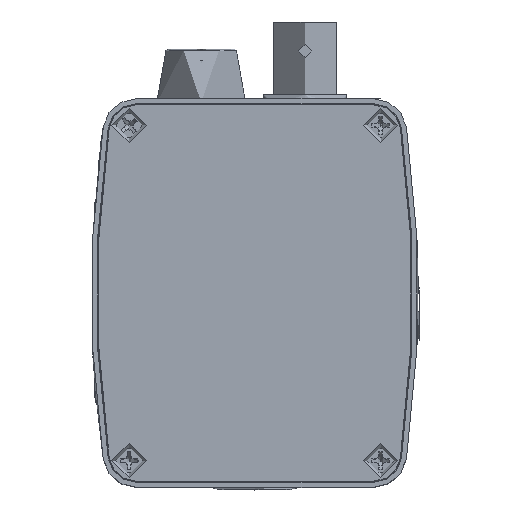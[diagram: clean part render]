
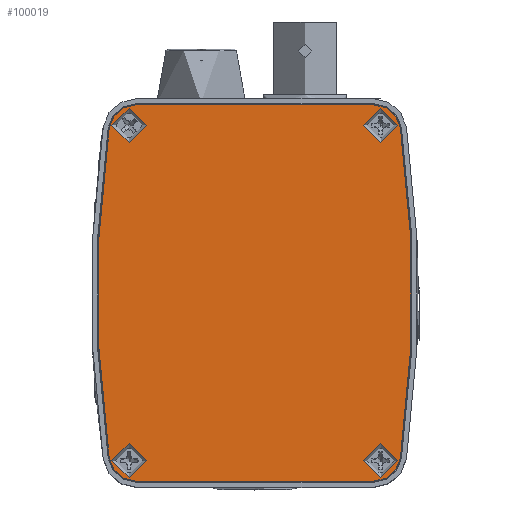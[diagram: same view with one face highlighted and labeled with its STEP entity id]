
A CAD part, top view. The second image highlights one B-rep face of the part: STEP entity #100019.
In plain terms, the highlighted planar face has unit normal (0, 0, 1).
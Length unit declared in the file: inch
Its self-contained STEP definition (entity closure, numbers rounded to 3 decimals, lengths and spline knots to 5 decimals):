
#1080 = VERTEX_POINT ( 'NONE', #160355 ) ;
#1537 = FACE_BOUND ( 'NONE', #12994, .T. ) ;
#2464 = DIRECTION ( 'NONE',  ( 1., 0., 0. ) ) ;
#4037 = EDGE_CURVE ( 'NONE', #83392, #83392, #79653, .T. ) ;
#5877 = CARTESIAN_POINT ( 'NONE',  ( 0.85339, 1.19, 0.009 ) ) ;
#6443 = EDGE_CURVE ( 'NONE', #60374, #123752, #44685, .T. ) ;
#11515 = DIRECTION ( 'NONE',  ( 1., 0., 0. ) ) ;
#12994 = EDGE_LOOP ( 'NONE', ( #153429 ) ) ;
#13763 = AXIS2_PLACEMENT_3D ( 'NONE', #153169, #77788, #2464 ) ;
#14640 = EDGE_CURVE ( 'NONE', #1080, #42500, #152605, .T. ) ;
#14887 = VERTEX_POINT ( 'NONE', #18366 ) ;
#15728 = DIRECTION ( 'NONE',  ( 0., 0., 1. ) ) ;
#18366 = CARTESIAN_POINT ( 'NONE',  ( 0.71, 1.3125, 0.009 ) ) ;
#18860 = DIRECTION ( 'NONE',  ( 0., 0., -1. ) ) ;
#23025 = EDGE_CURVE ( 'NONE', #26231, #26231, #103205, .T. ) ;
#23615 = CARTESIAN_POINT ( 'NONE',  ( -0.71, 1.1525, 0.009 ) ) ;
#25991 = ORIENTED_EDGE ( 'NONE', *, *, #138964, .T. ) ;
#26231 = VERTEX_POINT ( 'NONE', #120221 ) ;
#27073 = ORIENTED_EDGE ( 'NONE', *, *, #115055, .T. ) ;
#28972 = DIRECTION ( 'NONE',  ( 0., 0., 1. ) ) ;
#30985 = FACE_OUTER_BOUND ( 'NONE', #86448, .T. ) ;
#31593 = AXIS2_PLACEMENT_3D ( 'NONE', #62140, #150180, #74797 ) ;
#32838 = DIRECTION ( 'NONE',  ( 0., 0., 1. ) ) ;
#33284 = ORIENTED_EDGE ( 'NONE', *, *, #116873, .F. ) ;
#36227 = DIRECTION ( 'NONE',  ( 1., 0., 0. ) ) ;
#40121 = ORIENTED_EDGE ( 'NONE', *, *, #129755, .T. ) ;
#42500 = VERTEX_POINT ( 'NONE', #132488 ) ;
#43926 = DIRECTION ( 'NONE',  ( 0., 0., 1. ) ) ;
#44136 = CARTESIAN_POINT ( 'NONE',  ( -0.71, -0.9325, 0.009 ) ) ;
#44685 = LINE ( 'NONE', #44136, #141081 ) ;
#50698 = CARTESIAN_POINT ( 'NONE',  ( 0.86843, -0.79483, 0.009 ) ) ;
#50897 = CARTESIAN_POINT ( 'NONE',  ( -0.64661, -0.81, 0.009 ) ) ;
#58438 = CIRCLE ( 'NONE', #65044, 0.16 ) ;
#60374 = VERTEX_POINT ( 'NONE', #61393 ) ;
#60554 = AXIS2_PLACEMENT_3D ( 'NONE', #162178, #86800, #11515 ) ;
#61393 = CARTESIAN_POINT ( 'NONE',  ( -0.71, -0.9325, 0.009 ) ) ;
#62140 = CARTESIAN_POINT ( 'NONE',  ( 0.71, 1.1525, 0.009 ) ) ;
#63590 = AXIS2_PLACEMENT_3D ( 'NONE', #108205, #32838, #120824 ) ;
#64473 = FACE_BOUND ( 'NONE', #158499, .T. ) ;
#64697 = CARTESIAN_POINT ( 'NONE',  ( 0.71, -0.9325, 0.009 ) ) ;
#64897 = DIRECTION ( 'NONE',  ( 0., 0., 1. ) ) ;
#65044 = AXIS2_PLACEMENT_3D ( 'NONE', #23615, #111624, #36227 ) ;
#67681 = EDGE_CURVE ( 'NONE', #146350, #14887, #72596, .T. ) ;
#68382 = FACE_BOUND ( 'NONE', #89618, .T. ) ;
#68455 = DIRECTION ( 'NONE',  ( 0., 0., 1. ) ) ;
#71544 = AXIS2_PLACEMENT_3D ( 'NONE', #140172, #64897, #152885 ) ;
#72596 = CIRCLE ( 'NONE', #31593, 0.16 ) ;
#74418 = EDGE_LOOP ( 'NONE', ( #33284 ) ) ;
#74484 = ORIENTED_EDGE ( 'NONE', *, *, #158489, .T. ) ;
#74492 = AXIS2_PLACEMENT_3D ( 'NONE', #90968, #15728, #103672 ) ;
#74797 = DIRECTION ( 'NONE',  ( -1., 0., 0. ) ) ;
#77788 = DIRECTION ( 'NONE',  ( 0., 0., 1. ) ) ;
#78134 = CIRCLE ( 'NONE', #89553, 0.10339 ) ;
#79653 = CIRCLE ( 'NONE', #71544, 0.10339 ) ;
#81620 = ORIENTED_EDGE ( 'NONE', *, *, #6443, .T. ) ;
#81643 = ORIENTED_EDGE ( 'NONE', *, *, #67681, .T. ) ;
#82330 = LINE ( 'NONE', #119675, #149240 ) ;
#83103 = CIRCLE ( 'NONE', #60554, 0.10339 ) ;
#83392 = VERTEX_POINT ( 'NONE', #5877 ) ;
#86278 = AXIS2_PLACEMENT_3D ( 'NONE', #119283, #43926, #131898 ) ;
#86448 = EDGE_LOOP ( 'NONE', ( #81643, #40121, #27073, #122025, #118838, #81620, #25991, #74484 ) ) ;
#86800 = DIRECTION ( 'NONE',  ( 0., 0., 1. ) ) ;
#89553 = AXIS2_PLACEMENT_3D ( 'NONE', #104362, #28972, #117028 ) ;
#89618 = EDGE_LOOP ( 'NONE', ( #125363 ) ) ;
#90968 = CARTESIAN_POINT ( 'NONE',  ( -6.11852, 0.19, 0.009 ) ) ;
#93629 = CARTESIAN_POINT ( 'NONE',  ( 0.86843, 1.17483, 0.009 ) ) ;
#94214 = CARTESIAN_POINT ( 'NONE',  ( 0.71, 1.1525, 0.009 ) ) ;
#94943 = DIRECTION ( 'NONE',  ( -1., 0., 0. ) ) ;
#96564 = CIRCLE ( 'NONE', #74492, 7.05602 ) ;
#97442 = CIRCLE ( 'NONE', #63590, 0.16 ) ;
#100019 = ADVANCED_FACE ( 'NONE', ( #68382, #64473, #1537, #135273, #30985 ), #118942, .F. ) ;
#103205 = CIRCLE ( 'NONE', #13763, 0.10339 ) ;
#103672 = DIRECTION ( 'NONE',  ( -1., 0., 0. ) ) ;
#104362 = CARTESIAN_POINT ( 'NONE',  ( -0.75, -0.81, 0.009 ) ) ;
#106815 = DIRECTION ( 'NONE',  ( -1., 0., 0. ) ) ;
#108205 = CARTESIAN_POINT ( 'NONE',  ( -0.71, -0.7725, 0.009 ) ) ;
#108628 = VERTEX_POINT ( 'NONE', #50897 ) ;
#111624 = DIRECTION ( 'NONE',  ( 0., 0., 1. ) ) ;
#115055 = EDGE_CURVE ( 'NONE', #162072, #1080, #58438, .T. ) ;
#116873 = EDGE_CURVE ( 'NONE', #108628, #108628, #78134, .T. ) ;
#117028 = DIRECTION ( 'NONE',  ( 1., 0., 0. ) ) ;
#118838 = ORIENTED_EDGE ( 'NONE', *, *, #156984, .T. ) ;
#118942 = PLANE ( 'NONE',  #123943 ) ;
#119283 = CARTESIAN_POINT ( 'NONE',  ( 0.71, -0.7725, 0.009 ) ) ;
#119675 = CARTESIAN_POINT ( 'NONE',  ( -0.71, 1.3125, 0.009 ) ) ;
#120221 = CARTESIAN_POINT ( 'NONE',  ( -0.64661, 1.19, 0.009 ) ) ;
#120824 = DIRECTION ( 'NONE',  ( -1., 0., 0. ) ) ;
#122025 = ORIENTED_EDGE ( 'NONE', *, *, #14640, .T. ) ;
#123109 = ORIENTED_EDGE ( 'NONE', *, *, #4037, .F. ) ;
#123752 = VERTEX_POINT ( 'NONE', #64697 ) ;
#123943 = AXIS2_PLACEMENT_3D ( 'NONE', #94214, #18860, #106815 ) ;
#124333 = CIRCLE ( 'NONE', #86278, 0.16 ) ;
#125363 = ORIENTED_EDGE ( 'NONE', *, *, #23025, .F. ) ;
#126005 = VERTEX_POINT ( 'NONE', #50698 ) ;
#129424 = CARTESIAN_POINT ( 'NONE',  ( 0.85339, -0.81, 0.009 ) ) ;
#129755 = EDGE_CURVE ( 'NONE', #14887, #162072, #82330, .T. ) ;
#131898 = DIRECTION ( 'NONE',  ( 1., 0., 0. ) ) ;
#132488 = CARTESIAN_POINT ( 'NONE',  ( -0.86843, -0.79483, 0.009 ) ) ;
#135273 = FACE_BOUND ( 'NONE', #74418, .T. ) ;
#138849 = CARTESIAN_POINT ( 'NONE',  ( -0.71, 1.3125, 0.009 ) ) ;
#138964 = EDGE_CURVE ( 'NONE', #123752, #126005, #124333, .T. ) ;
#140172 = CARTESIAN_POINT ( 'NONE',  ( 0.75, 1.19, 0.009 ) ) ;
#141081 = VECTOR ( 'NONE', #144776, 39.37008 ) ;
#141883 = AXIS2_PLACEMENT_3D ( 'NONE', #143811, #68455, #156438 ) ;
#143811 = CARTESIAN_POINT ( 'NONE',  ( 6.11852, 0.19, 0.009 ) ) ;
#144776 = DIRECTION ( 'NONE',  ( 1., 0., 0. ) ) ;
#145905 = VERTEX_POINT ( 'NONE', #129424 ) ;
#146350 = VERTEX_POINT ( 'NONE', #93629 ) ;
#149240 = VECTOR ( 'NONE', #94943, 39.37008 ) ;
#150180 = DIRECTION ( 'NONE',  ( 0., 0., 1. ) ) ;
#152605 = CIRCLE ( 'NONE', #141883, 7.05602 ) ;
#152885 = DIRECTION ( 'NONE',  ( 1., 0., 0. ) ) ;
#153169 = CARTESIAN_POINT ( 'NONE',  ( -0.75, 1.19, 0.009 ) ) ;
#153429 = ORIENTED_EDGE ( 'NONE', *, *, #163043, .F. ) ;
#156438 = DIRECTION ( 'NONE',  ( 1., 0., 0. ) ) ;
#156984 = EDGE_CURVE ( 'NONE', #42500, #60374, #97442, .T. ) ;
#158489 = EDGE_CURVE ( 'NONE', #126005, #146350, #96564, .T. ) ;
#158499 = EDGE_LOOP ( 'NONE', ( #123109 ) ) ;
#160355 = CARTESIAN_POINT ( 'NONE',  ( -0.86843, 1.17483, 0.009 ) ) ;
#162072 = VERTEX_POINT ( 'NONE', #138849 ) ;
#162178 = CARTESIAN_POINT ( 'NONE',  ( 0.75, -0.81, 0.009 ) ) ;
#163043 = EDGE_CURVE ( 'NONE', #145905, #145905, #83103, .T. ) ;
